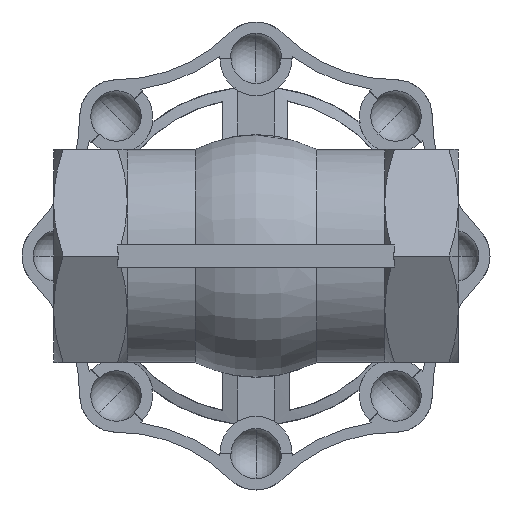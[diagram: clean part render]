
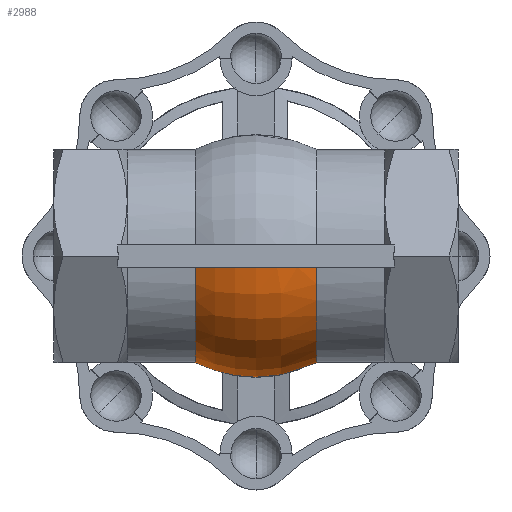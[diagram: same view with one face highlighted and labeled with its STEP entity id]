
A CAD part, front view. The second image highlights one B-rep face of the part: STEP entity #2988.
In plain terms, the highlighted toroidal (fillet/blend) face has major radius 1.5 mm and minor radius 18 mm.
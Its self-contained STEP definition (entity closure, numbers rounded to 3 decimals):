
#15 = B_SPLINE_CURVE_WITH_KNOTS ( 'NONE', 3,
 ( #11828, #11831, #11832, #11833, #11834, #11835, #11836, #11837, #11838, #11839 ),
 .UNSPECIFIED., .F., .F.,
 ( 4, 2, 2, 2, 4 ),
 ( 0., 0.004, 0.005, 0.007, 0.009 ),
 .UNSPECIFIED. ) ;
#31 = B_SPLINE_CURVE_WITH_KNOTS ( 'NONE', 3,
 ( #12106, #12111, #12112, #12113, #12114, #12115, #12116, #12117, #12118, #12119, #12120, #12121 ),
 .UNSPECIFIED., .F., .F.,
 ( 4, 2, 2, 2, 2, 4 ),
 ( 0.009, 0.01, 0.011, 0.013, 0.015, 0.017 ),
 .UNSPECIFIED. ) ;
#33 = B_SPLINE_CURVE_WITH_KNOTS ( 'NONE', 3,
 ( #12122, #12129, #12130, #12131, #12132, #12133, #12134, #12135, #12136, #12137, #12138, #12139, #12140, #12141, #12142, #12143, #12144, #12145 ),
 .UNSPECIFIED., .F., .F.,
 ( 4, 2, 2, 2, 2, 2, 2, 2, 4 ),
 ( 0.097, 0.099, 0.102, 0.104, 0.106, 0.11, 0.111, 0.112, 0.114 ),
 .UNSPECIFIED. ) ;
#154 = FACE_OUTER_BOUND ( 'NONE', #3569, .T. ) ;
#158 = TOROIDAL_SURFACE ( 'NONE', #8260, -1.5, 18. ) ;
#1381 = DIRECTION ( 'NONE',  ( 0., 1., 0. ) ) ;
#1827 = CARTESIAN_POINT ( 'NONE',  ( 0., 4.031, -16. ) ) ;
#1870 = CARTESIAN_POINT ( 'NONE',  ( -8.246, -14.422, -1.5 ) ) ;
#2099 = CARTESIAN_POINT ( 'NONE',  ( 8.246, 4.717, -13.711 ) ) ;
#2102 = CARTESIAN_POINT ( 'NONE',  ( -8.246, 4.717, -13.711 ) ) ;
#2988 = ADVANCED_FACE ( 'NONE', ( #154 ), #158, .T. ) ;
#3210 = ORIENTED_EDGE ( 'NONE', *, *, #8836, .T. ) ;
#3211 = ORIENTED_EDGE ( 'NONE', *, *, #9052, .F. ) ;
#3214 = ORIENTED_EDGE ( 'NONE', *, *, #8852, .F. ) ;
#3215 = ORIENTED_EDGE ( 'NONE', *, *, #8970, .F. ) ;
#3216 = ORIENTED_EDGE ( 'NONE', *, *, #9050, .F. ) ;
#3569 = EDGE_LOOP ( 'NONE', ( #3211, #3210, #3216, #3215, #3214 ) ) ;
#3849 = VERTEX_POINT ( 'NONE', #1827 ) ;
#3893 = VERTEX_POINT ( 'NONE', #1870 ) ;
#5317 = DIRECTION ( 'NONE',  ( 1., 0., 0. ) ) ;
#5321 = CARTESIAN_POINT ( 'NONE',  ( 0., 0., 0. ) ) ;
#5500 = VERTEX_POINT ( 'NONE', #2099 ) ;
#5503 = VERTEX_POINT ( 'NONE', #2102 ) ;
#8260 = AXIS2_PLACEMENT_3D ( 'NONE', #5321, #5317, #1381 ) ;
#8836 = EDGE_CURVE ( 'NONE', #3893, #5503, #11010, .T. ) ;
#8852 = EDGE_CURVE ( 'NONE', #13693, #5500, #11024, .T. ) ;
#8970 = EDGE_CURVE ( 'NONE', #5500, #3849, #15, .T. ) ;
#9050 = EDGE_CURVE ( 'NONE', #3849, #5503, #31, .T. ) ;
#9052 = EDGE_CURVE ( 'NONE', #3893, #13693, #33, .T. ) ;
#10589 = CARTESIAN_POINT ( 'NONE',  ( -8.246, 0., 0. ) ) ;
#10590 = DIRECTION ( 'NONE',  ( 1., 0., 0. ) ) ;
#10591 = DIRECTION ( 'NONE',  ( 0., 1., 0. ) ) ;
#10659 = CARTESIAN_POINT ( 'NONE',  ( 8.246, 0., 0. ) ) ;
#10661 = DIRECTION ( 'NONE',  ( 1., 0., 0. ) ) ;
#10662 = DIRECTION ( 'NONE',  ( 0., 1., 0. ) ) ;
#11010 = CIRCLE ( 'NONE', #11298, 14.5 ) ;
#11024 = CIRCLE ( 'NONE', #11305, 14.5 ) ;
#11298 = AXIS2_PLACEMENT_3D ( 'NONE', #10589, #10590, #10591 ) ;
#11305 = AXIS2_PLACEMENT_3D ( 'NONE', #10659, #10661, #10662 ) ;
#11828 = CARTESIAN_POINT ( 'NONE',  ( 8.246, 4.717, -13.711 ) ) ;
#11831 = CARTESIAN_POINT ( 'NONE',  ( 7.004, 4.513, -14.458 ) ) ;
#11832 = CARTESIAN_POINT ( 'NONE',  ( 5.686, 4.341, -15.026 ) ) ;
#11833 = CARTESIAN_POINT ( 'NONE',  ( 3.94, 4.189, -15.511 ) ) ;
#11834 = CARTESIAN_POINT ( 'NONE',  ( 3.585, 4.162, -15.598 ) ) ;
#11835 = CARTESIAN_POINT ( 'NONE',  ( 2.872, 4.115, -15.744 ) ) ;
#11836 = CARTESIAN_POINT ( 'NONE',  ( 2.515, 4.095, -15.805 ) ) ;
#11837 = CARTESIAN_POINT ( 'NONE',  ( 1.441, 4.047, -15.951 ) ) ;
#11838 = CARTESIAN_POINT ( 'NONE',  ( 0.722, 4.031, -16. ) ) ;
#11839 = CARTESIAN_POINT ( 'NONE',  ( 0., 4.031, -16. ) ) ;
#12106 = CARTESIAN_POINT ( 'NONE',  ( 0., 4.031, -16. ) ) ;
#12111 = CARTESIAN_POINT ( 'NONE',  ( -0.36, 4.031, -16. ) ) ;
#12112 = CARTESIAN_POINT ( 'NONE',  ( -0.721, 4.035, -15.988 ) ) ;
#12113 = CARTESIAN_POINT ( 'NONE',  ( -1.445, 4.051, -15.939 ) ) ;
#12114 = CARTESIAN_POINT ( 'NONE',  ( -1.809, 4.064, -15.902 ) ) ;
#12115 = CARTESIAN_POINT ( 'NONE',  ( -2.888, 4.112, -15.754 ) ) ;
#12116 = CARTESIAN_POINT ( 'NONE',  ( -3.593, 4.159, -15.608 ) ) ;
#12117 = CARTESIAN_POINT ( 'NONE',  ( -4.976, 4.279, -15.224 ) ) ;
#12118 = CARTESIAN_POINT ( 'NONE',  ( -5.654, 4.353, -14.985 ) ) ;
#12119 = CARTESIAN_POINT ( 'NONE',  ( -6.981, 4.521, -14.415 ) ) ;
#12120 = CARTESIAN_POINT ( 'NONE',  ( -7.627, 4.615, -14.084 ) ) ;
#12121 = CARTESIAN_POINT ( 'NONE',  ( -8.246, 4.717, -13.711 ) ) ;
#12122 = CARTESIAN_POINT ( 'NONE',  ( -8.246, -14.422, -1.5 ) ) ;
#12129 = CARTESIAN_POINT ( 'NONE',  ( -7.614, -14.75, -1.5 ) ) ;
#12130 = CARTESIAN_POINT ( 'NONE',  ( -6.964, -15.039, -1.5 ) ) ;
#12131 = CARTESIAN_POINT ( 'NONE',  ( -5.631, -15.539, -1.5 ) ) ;
#12132 = CARTESIAN_POINT ( 'NONE',  ( -4.945, -15.751, -1.5 ) ) ;
#12133 = CARTESIAN_POINT ( 'NONE',  ( -3.545, -16.092, -1.5 ) ) ;
#12134 = CARTESIAN_POINT ( 'NONE',  ( -2.84, -16.22, -1.5 ) ) ;
#12135 = CARTESIAN_POINT ( 'NONE',  ( -1.419, -16.39, -1.5 ) ) ;
#12136 = CARTESIAN_POINT ( 'NONE',  ( -0.701, -16.432, -1.5 ) ) ;
#12137 = CARTESIAN_POINT ( 'NONE',  ( 1.457, -16.43, -1.5 ) ) ;
#12138 = CARTESIAN_POINT ( 'NONE',  ( 2.866, -16.258, -1.5 ) ) ;
#12139 = CARTESIAN_POINT ( 'NONE',  ( 4.592, -15.837, -1.5 ) ) ;
#12140 = CARTESIAN_POINT ( 'NONE',  ( 4.935, -15.743, -1.5 ) ) ;
#12141 = CARTESIAN_POINT ( 'NONE',  ( 5.619, -15.532, -1.5 ) ) ;
#12142 = CARTESIAN_POINT ( 'NONE',  ( 5.96, -15.416, -1.5 ) ) ;
#12143 = CARTESIAN_POINT ( 'NONE',  ( 6.966, -15.038, -1.5 ) ) ;
#12144 = CARTESIAN_POINT ( 'NONE',  ( 7.616, -14.749, -1.5 ) ) ;
#12145 = CARTESIAN_POINT ( 'NONE',  ( 8.246, -14.422, -1.5 ) ) ;
#12831 = CARTESIAN_POINT ( 'NONE',  ( 8.246, -14.422, -1.5 ) ) ;
#13693 = VERTEX_POINT ( 'NONE', #12831 ) ;
